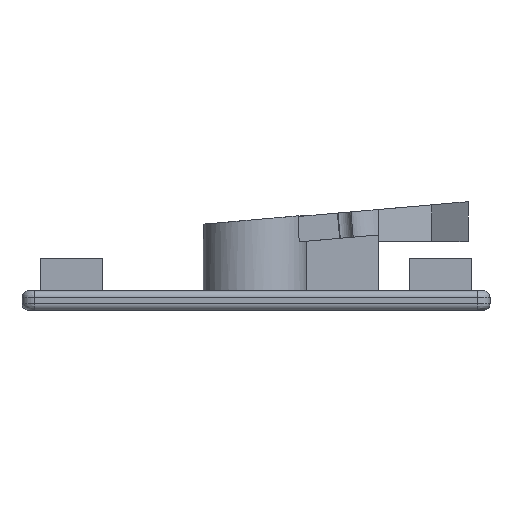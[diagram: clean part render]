
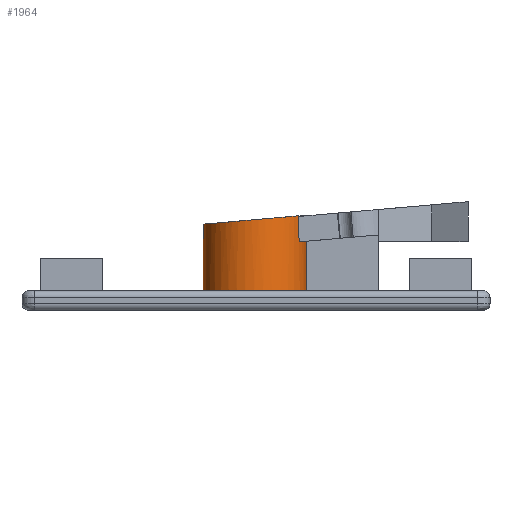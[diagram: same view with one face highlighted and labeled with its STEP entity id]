
A CAD part, front view. The second image highlights one B-rep face of the part: STEP entity #1964.
In plain terms, the highlighted cylindrical face has radius 4 mm (diameter 8 mm), a partial arc.
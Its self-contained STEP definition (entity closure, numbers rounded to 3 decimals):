
#55=B_SPLINE_CURVE_WITH_KNOTS('',3,(#3277,#3278,#3279,#3280),
 .UNSPECIFIED.,.F.,.F.,(4,4),(1.134,1.138),
 .UNSPECIFIED.);
#56=B_SPLINE_CURVE_WITH_KNOTS('',3,(#3282,#3283,#3284,#3285,#3286,#3287),
 .UNSPECIFIED.,.F.,.F.,(4,2,4),(0.956,1.047,1.134),
 .UNSPECIFIED.);
#172=FACE_OUTER_BOUND('',#302,.T.);
#302=EDGE_LOOP('',(#1554,#1555,#1556,#1557,#1558,#1559,#1560,#1561));
#438=LINE('',#3294,#615);
#447=LINE('',#3312,#624);
#615=VECTOR('',#2401,10.);
#624=VECTOR('',#2416,10.);
#779=CIRCLE('',#2121,4.);
#835=ELLIPSE('',#2106,45.895,4.);
#839=ELLIPSE('',#2133,4.015,4.);
#840=ELLIPSE('',#2134,4.015,4.);
#899=VERTEX_POINT('',#3274);
#900=VERTEX_POINT('',#3276);
#901=VERTEX_POINT('',#3281);
#903=VERTEX_POINT('',#3291);
#904=VERTEX_POINT('',#3293);
#906=VERTEX_POINT('',#3299);
#907=VERTEX_POINT('',#3300);
#910=VERTEX_POINT('',#3310);
#1105=EDGE_CURVE('',#900,#899,#55,.T.);
#1106=EDGE_CURVE('',#901,#900,#56,.T.);
#1109=EDGE_CURVE('',#904,#903,#438,.T.);
#1112=EDGE_CURVE('',#906,#907,#835,.T.);
#1119=EDGE_CURVE('',#907,#910,#447,.T.);
#1156=EDGE_CURVE('',#904,#910,#779,.T.);
#1182=EDGE_CURVE('',#903,#901,#839,.T.);
#1183=EDGE_CURVE('',#906,#899,#840,.T.);
#1554=ORIENTED_EDGE('',*,*,#1119,.T.);
#1555=ORIENTED_EDGE('',*,*,#1156,.F.);
#1556=ORIENTED_EDGE('',*,*,#1109,.T.);
#1557=ORIENTED_EDGE('',*,*,#1182,.T.);
#1558=ORIENTED_EDGE('',*,*,#1106,.T.);
#1559=ORIENTED_EDGE('',*,*,#1105,.T.);
#1560=ORIENTED_EDGE('',*,*,#1183,.F.);
#1561=ORIENTED_EDGE('',*,*,#1112,.T.);
#1896=CYLINDRICAL_SURFACE('',#2132,4.);
#1964=ADVANCED_FACE('',(#172),#1896,.T.);
#2106=AXIS2_PLACEMENT_3D('',#3301,#2406,#2407);
#2121=AXIS2_PLACEMENT_3D('',#3384,#2468,#2469);
#2132=AXIS2_PLACEMENT_3D('',#3434,#2515,#2516);
#2133=AXIS2_PLACEMENT_3D('',#3435,#2517,#2518);
#2134=AXIS2_PLACEMENT_3D('',#3436,#2519,#2520);
#2401=DIRECTION('',(0.,0.,1.));
#2406=DIRECTION('center_axis',(-0.996,0.,
-0.087));
#2407=DIRECTION('ref_axis',(-0.087,0.,0.996));
#2416=DIRECTION('',(0.,0.,-1.));
#2468=DIRECTION('center_axis',(0.,0.,-1.));
#2469=DIRECTION('ref_axis',(-1.,0.,0.));
#2515=DIRECTION('center_axis',(0.,0.,1.));
#2516=DIRECTION('ref_axis',(-1.,0.,0.));
#2517=DIRECTION('center_axis',(0.087,0.,
-0.996));
#2518=DIRECTION('ref_axis',(-0.996,0.,-0.087));
#2519=DIRECTION('center_axis',(-0.087,0.,
0.996));
#2520=DIRECTION('ref_axis',(-0.996,0.,-0.087));
#3274=CARTESIAN_POINT('',(3.189,-25.078,0.779));
#3276=CARTESIAN_POINT('',(3.191,-25.076,0.729));
#3277=CARTESIAN_POINT('Ctrl Pts',(3.191,-25.076,0.729));
#3278=CARTESIAN_POINT('Ctrl Pts',(3.19,-25.076,0.745));
#3279=CARTESIAN_POINT('Ctrl Pts',(3.19,-25.077,0.762));
#3280=CARTESIAN_POINT('Ctrl Pts',(3.189,-25.078,0.779));
#3281=CARTESIAN_POINT('',(3.252,-24.981,-1.223));
#3282=CARTESIAN_POINT('Ctrl Pts',(3.252,-24.981,-1.223));
#3283=CARTESIAN_POINT('Ctrl Pts',(3.241,-24.998,-0.89));
#3284=CARTESIAN_POINT('Ctrl Pts',(3.231,-25.015,-0.557));
#3285=CARTESIAN_POINT('Ctrl Pts',(3.21,-25.046,0.094));
#3286=CARTESIAN_POINT('Ctrl Pts',(3.201,-25.061,0.412));
#3287=CARTESIAN_POINT('Ctrl Pts',(3.191,-25.076,0.729));
#3291=CARTESIAN_POINT('',(3.787,-23.625,-1.177));
#3293=CARTESIAN_POINT('',(3.787,-23.625,-5.));
#3294=CARTESIAN_POINT('',(3.787,-23.625,-5.));
#3299=CARTESIAN_POINT('',(2.266,-19.664,0.698));
#3300=CARTESIAN_POINT('',(2.44,-19.803,-1.294));
#3301=CARTESIAN_POINT('Origin',(-0.139,-22.86,28.192));
#3310=CARTESIAN_POINT('',(2.44,-19.803,-5.));
#3312=CARTESIAN_POINT('',(2.44,-19.803,-5.));
#3384=CARTESIAN_POINT('Origin',(-0.139,-22.86,-5.));
#3434=CARTESIAN_POINT('Origin',(-0.139,-22.86,-5.));
#3435=CARTESIAN_POINT('Origin',(-0.139,-22.86,-1.52));
#3436=CARTESIAN_POINT('Origin',(-0.139,-22.86,0.488));
